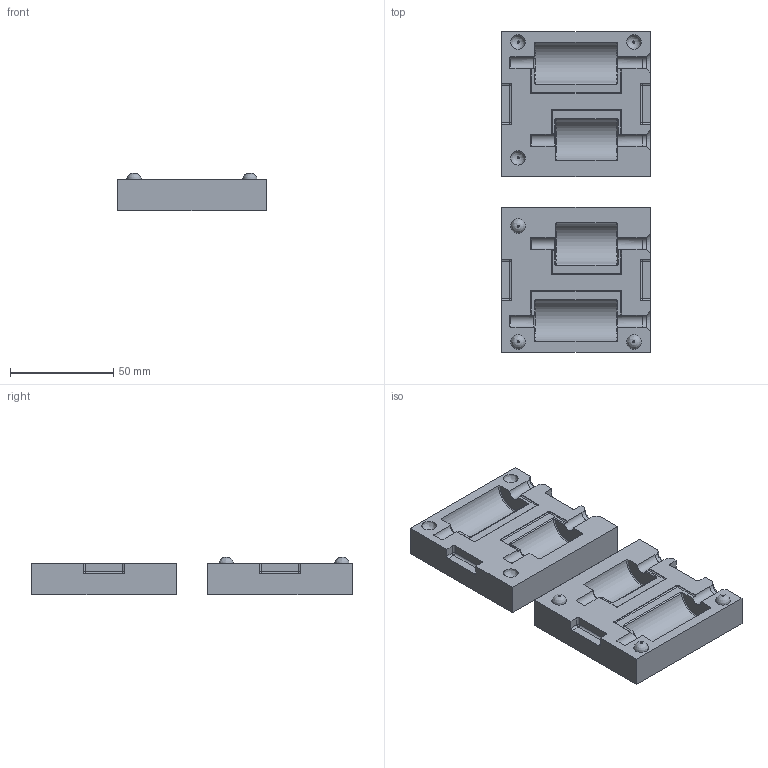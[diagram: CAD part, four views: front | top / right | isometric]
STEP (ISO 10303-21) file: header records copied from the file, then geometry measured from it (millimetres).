
FILE_DESCRIPTION(/* description */ (''),/* implementation_level */ '2;1');
FILE_NAME(/* name */ 'Moule aluminium.step',/* time_stamp */ '2020-04-18T22:00:36+02:00',/* author */ (''),/* organization */ (''),/* preprocessor_version */ 'ST-DEVELOPER v18',/* originating_system */ 'Autodesk Translation Framework v8.9.1.1155',/* authorisation */ '');
FILE_SCHEMA (('AUTOMOTIVE_DESIGN { 1 0 10303 214 3 1 1 }'));
Length unit declared in the file: millimetre
Products named in the file (3): Moule 1 tranche; Component1; Component2
Assembly tree (2 placements, depth 2):
  Moule 1 tranche
    Component1
    Component2
Bounding box: 72 x 155 x 18 mm (x, y, z)
Volume: 124914.6 mm3; surface area: 31974.2 mm2
Topology: 2 solids, 2 shells, 186 faces, 462 edges, 286 vertices
Faces by surface type: cylinder 68, plane 64, torus 22, sphere 18, bspline 10, cone 4
Entity records: 5937 total; most frequent: CARTESIAN_POINT 1351, DIRECTION 1006, ORIENTED_EDGE 924, EDGE_CURVE 462, AXIS2_PLACEMENT_3D 387, VERTEX_POINT 286, LINE 232, VECTOR 232
